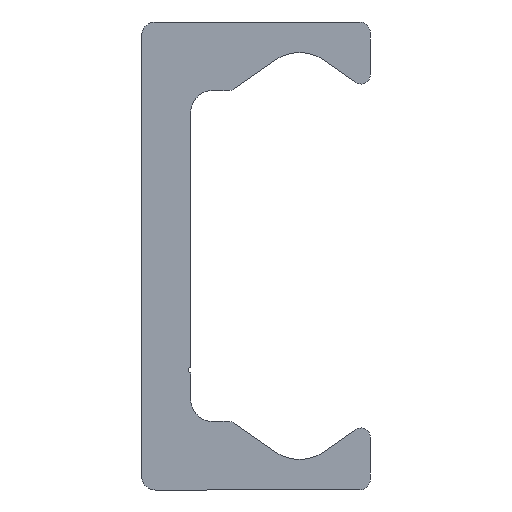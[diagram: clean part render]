
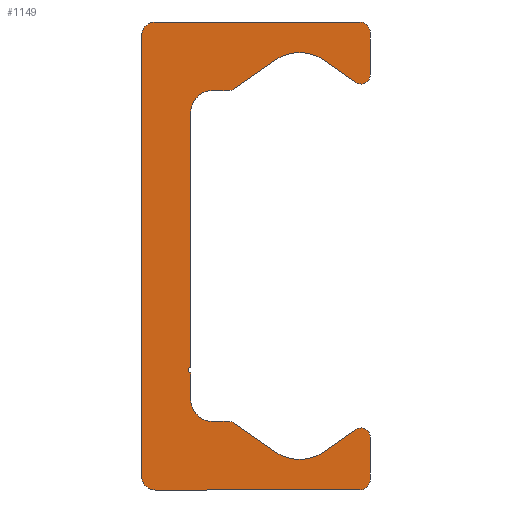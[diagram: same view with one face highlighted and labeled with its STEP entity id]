
A CAD part, left-side view. The second image highlights one B-rep face of the part: STEP entity #1149.
In plain terms, the highlighted planar face has unit normal (-1, 0, 0).
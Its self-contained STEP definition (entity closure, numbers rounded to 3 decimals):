
#276=CARTESIAN_POINT('',(0.0,9.25,-21.5));
#277=VERTEX_POINT('',#276);
#284=CARTESIAN_POINT('',(0.0,10.5,-20.25));
#285=VERTEX_POINT('',#284);
#286=CARTESIAN_POINT('',(0.0,9.25,-20.25));
#287=DIRECTION('',(1.0,0.0,0.0));
#288=DIRECTION('',(0.0,0.0,-1.0));
#289=AXIS2_PLACEMENT_3D('',#286,#287,#288);
#290=CIRCLE('',#289,1.25);
#291=EDGE_CURVE('',#277,#285,#290,.T.);
#315=CARTESIAN_POINT('',(0.0,-9.5,-21.5));
#316=VERTEX_POINT('',#315);
#323=CARTESIAN_POINT('',(0.0,-9.5,-21.5));
#324=DIRECTION('',(0.0,1.0,0.0));
#325=VECTOR('',#324,18.75);
#326=LINE('',#323,#325);
#327=EDGE_CURVE('',#316,#277,#326,.T.);
#347=CARTESIAN_POINT('',(0.0,-10.5,-20.5));
#348=VERTEX_POINT('',#347);
#355=CARTESIAN_POINT('',(0.0,-9.5,-20.5));
#356=DIRECTION('',(1.0,0.0,0.0));
#357=DIRECTION('',(0.0,-1.0,0.0));
#358=AXIS2_PLACEMENT_3D('',#355,#356,#357);
#359=CIRCLE('',#358,1.0);
#360=EDGE_CURVE('',#348,#316,#359,.T.);
#379=CARTESIAN_POINT('',(0.0,-10.5,-16.65));
#380=VERTEX_POINT('',#379);
#387=CARTESIAN_POINT('',(0.0,-10.5,-16.65));
#388=DIRECTION('',(0.0,0.0,-1.0));
#389=VECTOR('',#388,3.85);
#390=LINE('',#387,#389);
#391=EDGE_CURVE('',#380,#348,#390,.T.);
#411=CARTESIAN_POINT('',(0.0,-9.162,-15.954));
#412=VERTEX_POINT('',#411);
#419=CARTESIAN_POINT('',(0.0,-9.65,-16.65));
#420=DIRECTION('',(1.0,0.0,0.0));
#421=DIRECTION('',(0.0,0.574,0.819));
#422=AXIS2_PLACEMENT_3D('',#419,#420,#421);
#423=CIRCLE('',#422,0.85);
#424=EDGE_CURVE('',#412,#380,#423,.T.);
#443=CARTESIAN_POINT('',(0.0,-6.294,-17.962));
#444=VERTEX_POINT('',#443);
#451=CARTESIAN_POINT('',(0.0,-6.294,-17.962));
#452=DIRECTION('',(0.0,-0.819,0.574));
#453=VECTOR('',#452,3.501);
#454=LINE('',#451,#453);
#455=EDGE_CURVE('',#444,#412,#454,.T.);
#475=CARTESIAN_POINT('',(0.0,-1.706,-17.962));
#476=VERTEX_POINT('',#475);
#483=CARTESIAN_POINT('',(0.0,-4.,-14.685));
#484=DIRECTION('',(-1.0,0.0,0.0));
#485=DIRECTION('',(0.0,0.574,0.819));
#486=AXIS2_PLACEMENT_3D('',#483,#484,#485);
#487=CIRCLE('',#486,4.0);
#488=EDGE_CURVE('',#476,#444,#487,.T.);
#507=CARTESIAN_POINT('',(0.0,1.981,-15.381));
#508=VERTEX_POINT('',#507);
#515=CARTESIAN_POINT('',(0.0,1.981,-15.381));
#516=DIRECTION('',(0.0,-0.819,-0.574));
#517=VECTOR('',#516,4.5);
#518=LINE('',#515,#517);
#519=EDGE_CURVE('',#508,#476,#518,.T.);
#539=CARTESIAN_POINT('',(0.0,2.554,-15.2));
#540=VERTEX_POINT('',#539);
#547=CARTESIAN_POINT('',(0.0,2.554,-16.2));
#548=DIRECTION('',(1.0,0.0,0.0));
#549=DIRECTION('',(0.0,0.0,1.0));
#550=AXIS2_PLACEMENT_3D('',#547,#548,#549);
#551=CIRCLE('',#550,1.);
#552=EDGE_CURVE('',#540,#508,#551,.T.);
#571=CARTESIAN_POINT('',(0.0,4.0,-15.2));
#572=VERTEX_POINT('',#571);
#579=CARTESIAN_POINT('',(0.0,4.0,-15.2));
#580=DIRECTION('',(0.0,-1.0,0.0));
#581=VECTOR('',#580,1.446);
#582=LINE('',#579,#581);
#583=EDGE_CURVE('',#572,#540,#582,.T.);
#603=CARTESIAN_POINT('',(0.0,6.,-13.2));
#604=VERTEX_POINT('',#603);
#611=CARTESIAN_POINT('',(0.0,4.,-13.2));
#612=DIRECTION('',(-1.0,0.0,0.0));
#613=DIRECTION('',(0.0,0.0,1.0));
#614=AXIS2_PLACEMENT_3D('',#611,#612,#613);
#615=CIRCLE('',#614,2.0);
#616=EDGE_CURVE('',#604,#572,#615,.T.);
#635=CARTESIAN_POINT('',(0.0,6.,-10.75));
#636=VERTEX_POINT('',#635);
#643=CARTESIAN_POINT('',(0.0,6.,-10.75));
#644=DIRECTION('',(0.0,0.0,-1.0));
#645=VECTOR('',#644,2.45);
#646=LINE('',#643,#645);
#647=EDGE_CURVE('',#636,#604,#646,.T.);
#667=CARTESIAN_POINT('',(0.0,6.,-10.25));
#668=VERTEX_POINT('',#667);
#675=CARTESIAN_POINT('',(0.0,6.,-10.5));
#676=DIRECTION('',(-1.0,0.0,0.0));
#677=DIRECTION('',(0.0,0.0,1.0));
#678=AXIS2_PLACEMENT_3D('',#675,#676,#677);
#679=CIRCLE('',#678,0.25);
#680=EDGE_CURVE('',#668,#636,#679,.T.);
#699=CARTESIAN_POINT('',(0.0,6.,13.2));
#700=VERTEX_POINT('',#699);
#707=CARTESIAN_POINT('',(0.0,6.,13.2));
#708=DIRECTION('',(0.0,0.0,-1.0));
#709=VECTOR('',#708,23.45);
#710=LINE('',#707,#709);
#711=EDGE_CURVE('',#700,#668,#710,.T.);
#743=CARTESIAN_POINT('',(0.0,4.0,15.2));
#744=VERTEX_POINT('',#743);
#751=CARTESIAN_POINT('',(0.0,4.,13.2));
#752=DIRECTION('',(-1.0,0.0,0.0));
#753=DIRECTION('',(0.0,-1.0,0.0));
#754=AXIS2_PLACEMENT_3D('',#751,#752,#753);
#755=CIRCLE('',#754,2.0);
#756=EDGE_CURVE('',#744,#700,#755,.T.);
#775=CARTESIAN_POINT('',(0.0,2.554,15.2));
#776=VERTEX_POINT('',#775);
#783=CARTESIAN_POINT('',(0.0,2.554,15.2));
#784=DIRECTION('',(0.0,1.0,0.0));
#785=VECTOR('',#784,1.446);
#786=LINE('',#783,#785);
#787=EDGE_CURVE('',#776,#744,#786,.T.);
#807=CARTESIAN_POINT('',(0.0,1.981,15.381));
#808=VERTEX_POINT('',#807);
#815=CARTESIAN_POINT('',(0.0,2.554,16.2));
#816=DIRECTION('',(1.0,0.0,0.0));
#817=DIRECTION('',(0.0,-0.574,-0.819));
#818=AXIS2_PLACEMENT_3D('',#815,#816,#817);
#819=CIRCLE('',#818,1.);
#820=EDGE_CURVE('',#808,#776,#819,.T.);
#839=CARTESIAN_POINT('',(0.0,-1.706,17.962));
#840=VERTEX_POINT('',#839);
#847=CARTESIAN_POINT('',(0.0,-1.706,17.962));
#848=DIRECTION('',(0.0,0.819,-0.574));
#849=VECTOR('',#848,4.5);
#850=LINE('',#847,#849);
#851=EDGE_CURVE('',#840,#808,#850,.T.);
#871=CARTESIAN_POINT('',(0.0,-6.294,17.962));
#872=VERTEX_POINT('',#871);
#879=CARTESIAN_POINT('',(0.0,-4.,14.685));
#880=DIRECTION('',(-1.0,0.0,0.0));
#881=DIRECTION('',(0.0,-0.574,-0.819));
#882=AXIS2_PLACEMENT_3D('',#879,#880,#881);
#883=CIRCLE('',#882,4.0);
#884=EDGE_CURVE('',#872,#840,#883,.T.);
#903=CARTESIAN_POINT('',(0.0,-9.162,15.954));
#904=VERTEX_POINT('',#903);
#911=CARTESIAN_POINT('',(0.0,-9.162,15.954));
#912=DIRECTION('',(0.0,0.819,0.574));
#913=VECTOR('',#912,3.501);
#914=LINE('',#911,#913);
#915=EDGE_CURVE('',#904,#872,#914,.T.);
#935=CARTESIAN_POINT('',(0.0,-10.5,16.65));
#936=VERTEX_POINT('',#935);
#943=CARTESIAN_POINT('',(0.0,-9.65,16.65));
#944=DIRECTION('',(1.0,0.0,0.0));
#945=DIRECTION('',(0.0,-1.0,0.0));
#946=AXIS2_PLACEMENT_3D('',#943,#944,#945);
#947=CIRCLE('',#946,0.85);
#948=EDGE_CURVE('',#936,#904,#947,.T.);
#967=CARTESIAN_POINT('',(0.0,-10.5,20.5));
#968=VERTEX_POINT('',#967);
#975=CARTESIAN_POINT('',(0.0,-10.5,20.5));
#976=DIRECTION('',(0.0,0.0,-1.0));
#977=VECTOR('',#976,3.85);
#978=LINE('',#975,#977);
#979=EDGE_CURVE('',#968,#936,#978,.T.);
#999=CARTESIAN_POINT('',(0.0,-9.5,21.5));
#1000=VERTEX_POINT('',#999);
#1007=CARTESIAN_POINT('',(0.0,-9.5,20.5));
#1008=DIRECTION('',(1.0,0.0,0.0));
#1009=DIRECTION('',(0.0,0.0,1.0));
#1010=AXIS2_PLACEMENT_3D('',#1007,#1008,#1009);
#1011=CIRCLE('',#1010,1.0);
#1012=EDGE_CURVE('',#1000,#968,#1011,.T.);
#1031=CARTESIAN_POINT('',(0.0,9.25,21.5));
#1032=VERTEX_POINT('',#1031);
#1039=CARTESIAN_POINT('',(0.0,9.25,21.5));
#1040=DIRECTION('',(0.0,-1.0,0.0));
#1041=VECTOR('',#1040,18.75);
#1042=LINE('',#1039,#1041);
#1043=EDGE_CURVE('',#1032,#1000,#1042,.T.);
#1063=CARTESIAN_POINT('',(0.0,10.5,20.25));
#1064=VERTEX_POINT('',#1063);
#1071=CARTESIAN_POINT('',(0.0,9.25,20.25));
#1072=DIRECTION('',(1.0,0.0,0.0));
#1073=DIRECTION('',(0.0,1.0,0.0));
#1074=AXIS2_PLACEMENT_3D('',#1071,#1072,#1073);
#1075=CIRCLE('',#1074,1.25);
#1076=EDGE_CURVE('',#1064,#1032,#1075,.T.);
#1094=CARTESIAN_POINT('',(0.0,10.5,-20.25));
#1095=DIRECTION('',(0.0,0.0,1.0));
#1096=VECTOR('',#1095,40.5);
#1097=LINE('',#1094,#1096);
#1098=EDGE_CURVE('',#285,#1064,#1097,.T.);
#1116=CARTESIAN_POINT('',(0.0,2.66,-0.019));
#1117=DIRECTION('',(1.0,0.0,0.0));
#1118=DIRECTION('',(0.0,0.0,-1.0));
#1119=AXIS2_PLACEMENT_3D('',#1116,#1117,#1118);
#1120=PLANE('',#1119);
#1121=ORIENTED_EDGE('',*,*,#1098,.F.);
#1122=ORIENTED_EDGE('',*,*,#291,.F.);
#1123=ORIENTED_EDGE('',*,*,#327,.F.);
#1124=ORIENTED_EDGE('',*,*,#360,.F.);
#1125=ORIENTED_EDGE('',*,*,#391,.F.);
#1126=ORIENTED_EDGE('',*,*,#424,.F.);
#1127=ORIENTED_EDGE('',*,*,#455,.F.);
#1128=ORIENTED_EDGE('',*,*,#488,.F.);
#1129=ORIENTED_EDGE('',*,*,#519,.F.);
#1130=ORIENTED_EDGE('',*,*,#552,.F.);
#1131=ORIENTED_EDGE('',*,*,#583,.F.);
#1132=ORIENTED_EDGE('',*,*,#616,.F.);
#1133=ORIENTED_EDGE('',*,*,#647,.F.);
#1134=ORIENTED_EDGE('',*,*,#680,.F.);
#1135=ORIENTED_EDGE('',*,*,#711,.F.);
#1136=ORIENTED_EDGE('',*,*,#756,.F.);
#1137=ORIENTED_EDGE('',*,*,#787,.F.);
#1138=ORIENTED_EDGE('',*,*,#820,.F.);
#1139=ORIENTED_EDGE('',*,*,#851,.F.);
#1140=ORIENTED_EDGE('',*,*,#884,.F.);
#1141=ORIENTED_EDGE('',*,*,#915,.F.);
#1142=ORIENTED_EDGE('',*,*,#948,.F.);
#1143=ORIENTED_EDGE('',*,*,#979,.F.);
#1144=ORIENTED_EDGE('',*,*,#1012,.F.);
#1145=ORIENTED_EDGE('',*,*,#1043,.F.);
#1146=ORIENTED_EDGE('',*,*,#1076,.F.);
#1147=EDGE_LOOP('',(#1121,#1122,#1123,#1124,#1125,#1126,#1127,#1128,#1129,#1130,#1131,#1132,#1133,#1134,#1135,#1136,#1137,#1138,#1139,#1140,#1141,#1142,#1143,#1144,#1145,#1146));
#1148=FACE_OUTER_BOUND('',#1147,.T.);
#1149=ADVANCED_FACE('',(#1148),#1120,.F.);
